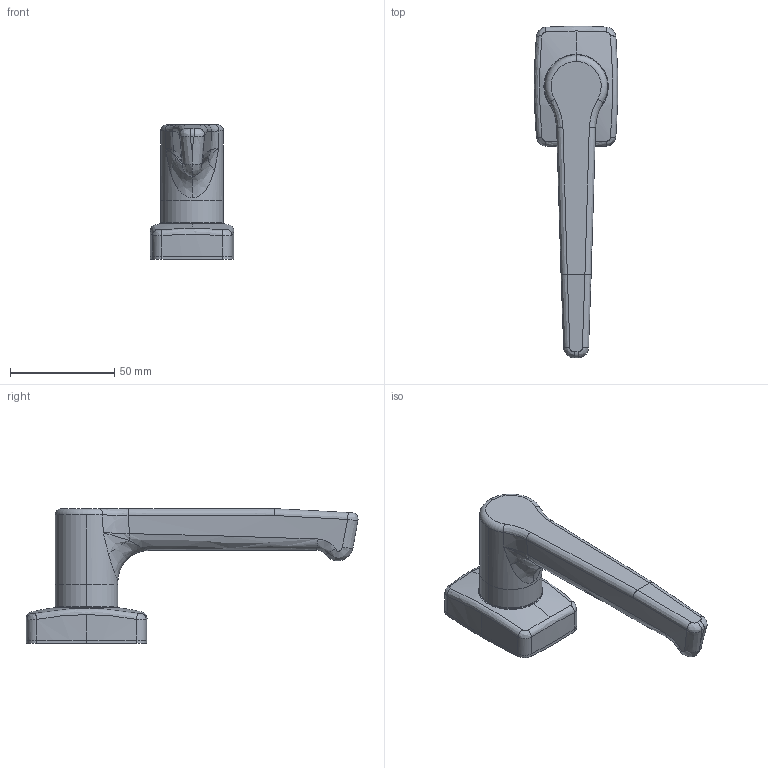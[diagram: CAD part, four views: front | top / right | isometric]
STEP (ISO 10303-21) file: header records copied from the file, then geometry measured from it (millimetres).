
FILE_DESCRIPTION (( 'STEP AP203' ), '1' );
FILE_NAME ('A-1394-2H.STEP', '2022-04-11T07:32:13', ( '' ), ( '' ), 'SwSTEP 2.0', 'SolidWorks 2021', '' );
FILE_SCHEMA (( 'CONFIG_CONTROL_DESIGN' ));
Length unit declared in the file: millimetre
Products named in the file (7): A-1394-2H; copy03688_copy03687_03326-B101_; copy03688_03687-B102_; copy03688_03687-B101__A-1394-2H; copy03688_03687-B105_; copy03688_03687-B001__A-1394-2H; copy03688_03687-B104_
Assembly tree (6 placements, depth 3):
  A-1394-2H
    copy03688_03687-B102_
    copy03688_03687-B001__A-1394-2H
      copy03688_03687-B101__A-1394-2H
      copy03688_copy03687_03326-B101_
    copy03688_03687-B104_
    copy03688_03687-B105_
Bounding box: 39.9 x 159.04 x 64.5 mm (x, y, z)
Volume: 84858.4 mm3; surface area: 30061.1 mm2
Topology: 5 solids, 5 shells, 149 faces, 355 edges, 218 vertices
Faces by surface type: cylinder 66, bspline 34, plane 27, cone 18, sphere 2, torus 2
Entity records: 7240 total; most frequent: CARTESIAN_POINT 3261, ORIENTED_EDGE 692, DIRECTION 658, EDGE_CURVE 346, AXIS2_PLACEMENT_3D 278, VERTEX_POINT 218, EDGE_LOOP 176, CIRCLE 153
